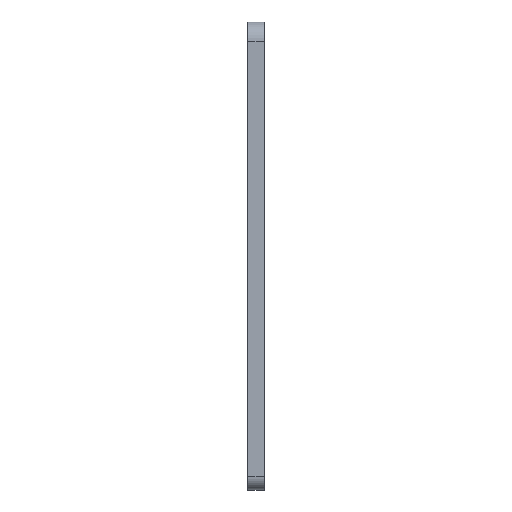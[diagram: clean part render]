
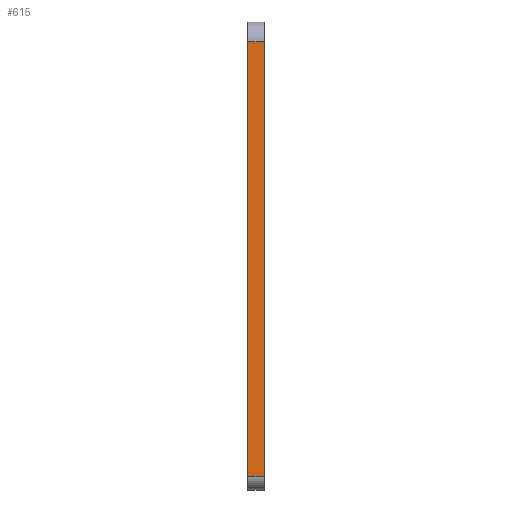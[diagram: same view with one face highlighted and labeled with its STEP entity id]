
A CAD part, left-side view. The second image highlights one B-rep face of the part: STEP entity #615.
In plain terms, the highlighted planar face has unit normal (-1, 0, 0).
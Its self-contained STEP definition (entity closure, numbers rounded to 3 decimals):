
#55=PLANE('',#690);
#83=FACE_OUTER_BOUND('',#112,.T.);
#112=EDGE_LOOP('',(#502,#503,#504,#505));
#183=LINE('',#1031,#218);
#184=LINE('',#1034,#219);
#185=LINE('',#1036,#220);
#186=LINE('',#1037,#221);
#218=VECTOR('',#863,10.);
#219=VECTOR('',#866,10.);
#220=VECTOR('',#867,10.);
#221=VECTOR('',#868,10.);
#319=VERTEX_POINT('',#1027);
#320=VERTEX_POINT('',#1029);
#321=VERTEX_POINT('',#1033);
#322=VERTEX_POINT('',#1035);
#397=EDGE_CURVE('',#319,#320,#183,.T.);
#398=EDGE_CURVE('',#321,#319,#184,.T.);
#399=EDGE_CURVE('',#322,#320,#185,.T.);
#400=EDGE_CURVE('',#321,#322,#186,.T.);
#502=ORIENTED_EDGE('',*,*,#398,.T.);
#503=ORIENTED_EDGE('',*,*,#397,.T.);
#504=ORIENTED_EDGE('',*,*,#399,.F.);
#505=ORIENTED_EDGE('',*,*,#400,.F.);
#615=ADVANCED_FACE('',(#83),#55,.T.);
#690=AXIS2_PLACEMENT_3D('',#1032,#864,#865);
#863=DIRECTION('',(0.,-1.,0.));
#864=DIRECTION('center_axis',(-1.,0.,0.));
#865=DIRECTION('ref_axis',(0.,0.,-1.));
#866=DIRECTION('',(0.,0.,-1.));
#867=DIRECTION('',(0.,0.,-1.));
#868=DIRECTION('',(0.,-1.,0.));
#1027=CARTESIAN_POINT('',(-32.5,-27.,-48.45));
#1029=CARTESIAN_POINT('',(-32.5,-29.5,-48.45));
#1031=CARTESIAN_POINT('',(-32.5,-27.,-48.45));
#1032=CARTESIAN_POINT('Origin',(-32.5,-27.,17.));
#1033=CARTESIAN_POINT('',(-32.5,-27.,17.));
#1034=CARTESIAN_POINT('',(-32.5,-27.,24.5));
#1035=CARTESIAN_POINT('',(-32.5,-29.5,17.));
#1036=CARTESIAN_POINT('',(-32.5,-29.5,24.5));
#1037=CARTESIAN_POINT('',(-32.5,-27.,17.));
